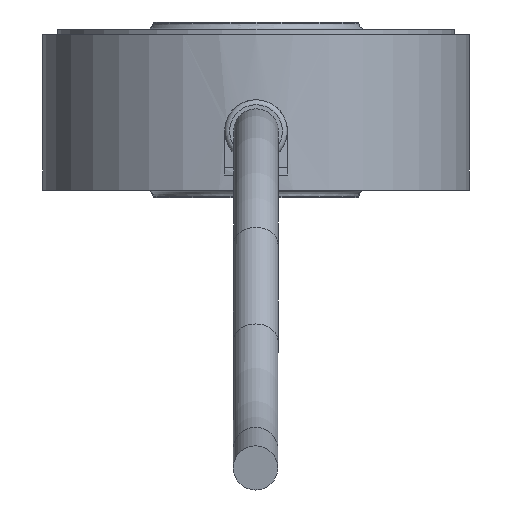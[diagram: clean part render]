
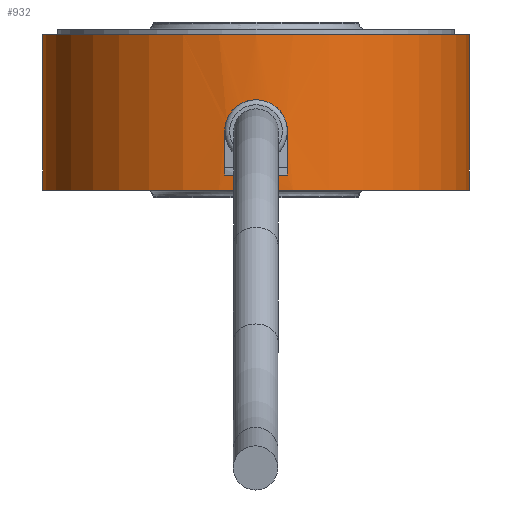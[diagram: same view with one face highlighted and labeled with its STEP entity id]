
A CAD part, front view. The second image highlights one B-rep face of the part: STEP entity #932.
In plain terms, the highlighted cylindrical face has radius 10.795 mm (diameter 21.59 mm), a full revolution.
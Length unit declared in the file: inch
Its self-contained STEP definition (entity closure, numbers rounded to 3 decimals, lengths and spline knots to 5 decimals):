
#855=CARTESIAN_POINT('',(-95.95911,-77.4586,-51.5983));
#856=DIRECTION('',(0.006,0.994,-0.111));
#857=DIRECTION('',(-0.994,-0.006,-0.109));
#858=AXIS2_PLACEMENT_3D('',#855,#856,#857);
#859=CYLINDRICAL_SURFACE('',#858,0.425);
#860=CARTESIAN_POINT('',(-95.53684,-77.48582,-51.5486));
#861=VERTEX_POINT('',#860);
#862=CARTESIAN_POINT('',(-95.95929,-77.48842,-51.59496));
#863=DIRECTION('',(-0.006,-0.994,0.111));
#864=DIRECTION('',(0.994,0.006,0.109));
#865=AXIS2_PLACEMENT_3D('',#862,#863,#864);
#866=CIRCLE('',#865,0.425);
#867=EDGE_CURVE('',#861,#861,#866,.T.);
#868=ORIENTED_EDGE('',*,*,#867,.F.);
#869=EDGE_LOOP('',(#868));
#870=FACE_OUTER_BOUND('',#869,.T.);
#871=CARTESIAN_POINT('',(-96.0671,-77.41224,-51.18987));
#872=VERTEX_POINT('',#871);
#873=CARTESIAN_POINT('',(-96.06656,-77.32529,-51.1996));
#874=VERTEX_POINT('',#873);
#875=CARTESIAN_POINT('',(-96.0671,-77.41224,-51.18987));
#876=DIRECTION('',(0.006,0.994,-0.111));
#877=VECTOR('',#876,0.0875);
#878=LINE('',#875,#877);
#879=EDGE_CURVE('',#872,#874,#878,.T.);
#880=ORIENTED_EDGE('',*,*,#879,.T.);
#881=CARTESIAN_POINT('',(-95.94231,-77.32452,-51.18596));
#882=VERTEX_POINT('',#881);
#883=CARTESIAN_POINT('',(-96.06656,-77.32529,-51.1996));
#884=CARTESIAN_POINT('',(-96.06651,-77.31748,-51.20047));
#885=CARTESIAN_POINT('',(-96.06493,-77.30911,-51.20099));
#886=CARTESIAN_POINT('',(-96.05858,-77.29368,-51.20114));
#887=CARTESIAN_POINT('',(-96.05383,-77.2866,-51.20079));
#888=CARTESIAN_POINT('',(-96.04287,-77.27539,-51.19967));
#889=CARTESIAN_POINT('',(-96.03593,-77.2705,-51.19883));
#890=CARTESIAN_POINT('',(-96.02068,-77.26397,-51.197));
#891=CARTESIAN_POINT('',(-96.01237,-77.26233,-51.19602));
#892=CARTESIAN_POINT('',(-95.99675,-77.26223,-51.19431));
#893=CARTESIAN_POINT('',(-95.9884,-77.26377,-51.19346));
#894=CARTESIAN_POINT('',(-95.97304,-77.27012,-51.19193));
#895=CARTESIAN_POINT('',(-95.96603,-77.27492,-51.19123));
#896=CARTESIAN_POINT('',(-95.95495,-77.286,-51.18994));
#897=CARTESIAN_POINT('',(-95.95015,-77.29301,-51.18924));
#898=CARTESIAN_POINT('',(-95.9438,-77.30837,-51.1877));
#899=CARTESIAN_POINT('',(-95.94226,-77.31671,-51.18684));
#900=CARTESIAN_POINT('',(-95.94231,-77.32452,-51.18596));
#901=B_SPLINE_CURVE_WITH_KNOTS('',3,(#883,#884,#885,#886,#887,#888,#889,#890,#891,#892,#893,#894,#895,#896,#897,#898,#899,#900),.UNSPECIFIED.,.F.,.U.,(4,2,2,2,2,2,2,2,4),(-0.18864,-0.16506,-0.14148,-0.1179,-0.09432,-0.07074,-0.04716,-0.02358,0.0),.UNSPECIFIED.);
#902=EDGE_CURVE('',#874,#882,#901,.T.);
#903=ORIENTED_EDGE('',*,*,#902,.T.);
#904=CARTESIAN_POINT('',(-95.94284,-77.41148,-51.17623));
#905=VERTEX_POINT('',#904);
#906=CARTESIAN_POINT('',(-95.94231,-77.32452,-51.18596));
#907=DIRECTION('',(-0.006,-0.994,0.111));
#908=VECTOR('',#907,0.0875);
#909=LINE('',#906,#908);
#910=EDGE_CURVE('',#882,#905,#909,.T.);
#911=ORIENTED_EDGE('',*,*,#910,.T.);
#912=CARTESIAN_POINT('',(-95.95911,-77.4586,-51.5983));
#913=DIRECTION('',(-0.006,-0.994,0.111));
#914=DIRECTION('',(0.994,0.006,0.109));
#915=AXIS2_PLACEMENT_3D('',#912,#913,#914);
#916=CIRCLE('',#915,0.425);
#917=EDGE_CURVE('',#905,#872,#916,.T.);
#918=ORIENTED_EDGE('',*,*,#917,.T.);
#919=EDGE_LOOP('',(#880,#903,#911,#918));
#920=FACE_BOUND('',#919,.T.);
#921=CARTESIAN_POINT('',(-95.53495,-77.17775,-51.58307));
#922=VERTEX_POINT('',#921);
#923=CARTESIAN_POINT('',(-95.9574,-77.18035,-51.62943));
#924=DIRECTION('',(-0.006,-0.994,0.111));
#925=DIRECTION('',(-0.994,-0.006,-0.109));
#926=AXIS2_PLACEMENT_3D('',#923,#924,#925);
#927=CIRCLE('',#926,0.425);
#928=EDGE_CURVE('',#922,#922,#927,.T.);
#929=ORIENTED_EDGE('',*,*,#928,.T.);
#930=EDGE_LOOP('',(#929));
#931=FACE_BOUND('',#930,.T.);
#932=ADVANCED_FACE('',(#870,#920,#931),#859,.T.);
